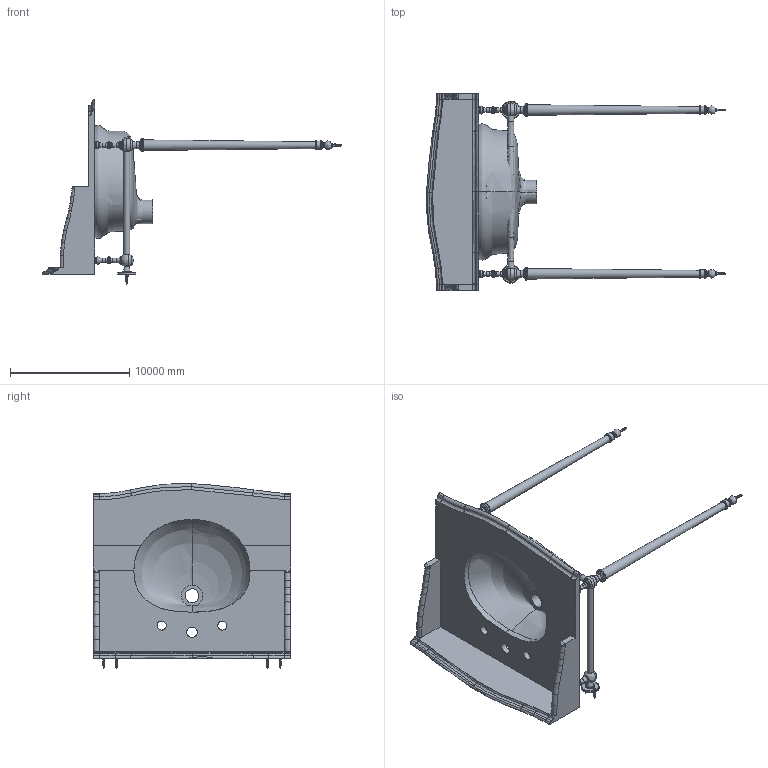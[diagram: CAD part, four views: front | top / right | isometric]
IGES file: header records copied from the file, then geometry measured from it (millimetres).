
Global section: file name: 2929-3TH; native system: AutoCAD 2018 - 简体中文 (Simplified Chinese),62HAuto; preprocessor: desk Translation Framework DWG producer (atf_dwg_producer); organization: unknown; date: 20210722.165239; units: inch
Bounding box: 24992.31 x 16510 x 15460.98 mm (x, y, z)
Volume: 240604460331 mm3; surface area: 1026665227.4 mm2
Topology: 30 solids, 30 shells, 675 faces, 1494 edges, 918 vertices
Faces by surface type: bspline 675
